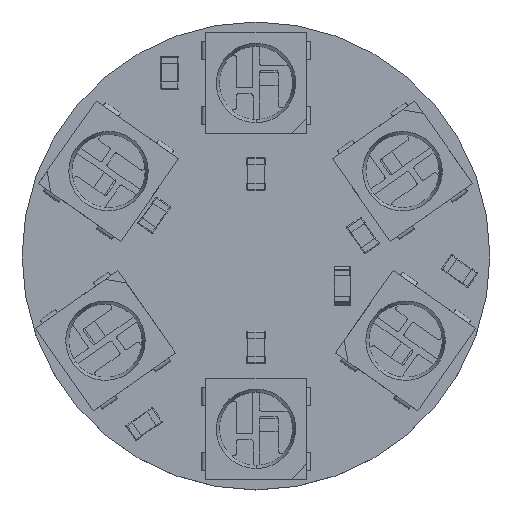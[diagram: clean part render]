
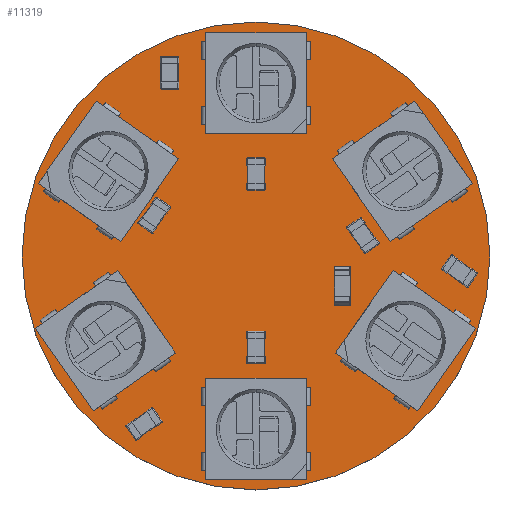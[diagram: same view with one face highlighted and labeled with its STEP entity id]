
A CAD part, top view. The second image highlights one B-rep face of the part: STEP entity #11319.
In plain terms, the highlighted planar face has unit normal (0, 0, 1).
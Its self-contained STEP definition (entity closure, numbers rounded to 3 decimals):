
#11234 = VERTEX_POINT('',#11235);
#11235 = CARTESIAN_POINT('',(23.,11.5,1.6));
#11242 = CYLINDRICAL_SURFACE('',#11243,11.5);
#11243 = AXIS2_PLACEMENT_3D('',#11244,#11245,#11246);
#11244 = CARTESIAN_POINT('',(11.5,11.5,0.));
#11245 = DIRECTION('',(-0.,-0.,-1.));
#11246 = DIRECTION('',(1.,0.,-0.));
#11261 = EDGE_CURVE('',#11234,#11234,#11262,.T.);
#11262 = SURFACE_CURVE('',#11263,(#11268,#11275),.PCURVE_S1.);
#11263 = CIRCLE('',#11264,11.5);
#11264 = AXIS2_PLACEMENT_3D('',#11265,#11266,#11267);
#11265 = CARTESIAN_POINT('',(11.5,11.5,1.6));
#11266 = DIRECTION('',(0.,0.,1.));
#11267 = DIRECTION('',(1.,0.,-0.));
#11268 = PCURVE('',#11242,#11269);
#11269 = DEFINITIONAL_REPRESENTATION('',(#11270),#11274);
#11270 = LINE('',#11271,#11272);
#11271 = CARTESIAN_POINT('',(-0.,-1.6));
#11272 = VECTOR('',#11273,1.);
#11273 = DIRECTION('',(-1.,0.));
#11274 = ( GEOMETRIC_REPRESENTATION_CONTEXT(2) 
PARAMETRIC_REPRESENTATION_CONTEXT() REPRESENTATION_CONTEXT('2D SPACE',''
  ) );
#11275 = PCURVE('',#11276,#11281);
#11276 = PLANE('',#11277);
#11277 = AXIS2_PLACEMENT_3D('',#11278,#11279,#11280);
#11278 = CARTESIAN_POINT('',(11.5,11.5,1.6));
#11279 = DIRECTION('',(0.,0.,1.));
#11280 = DIRECTION('',(1.,0.,-0.));
#11281 = DEFINITIONAL_REPRESENTATION('',(#11282),#11286);
#11282 = CIRCLE('',#11283,11.5);
#11283 = AXIS2_PLACEMENT_2D('',#11284,#11285);
#11284 = CARTESIAN_POINT('',(0.,0.));
#11285 = DIRECTION('',(1.,0.));
#11286 = ( GEOMETRIC_REPRESENTATION_CONTEXT(2) 
PARAMETRIC_REPRESENTATION_CONTEXT() REPRESENTATION_CONTEXT('2D SPACE',''
  ) );
#11319 = ADVANCED_FACE('',(#11320),#11276,.T.);
#11320 = FACE_BOUND('',#11321,.T.);
#11321 = EDGE_LOOP('',(#11322));
#11322 = ORIENTED_EDGE('',*,*,#11261,.T.);
